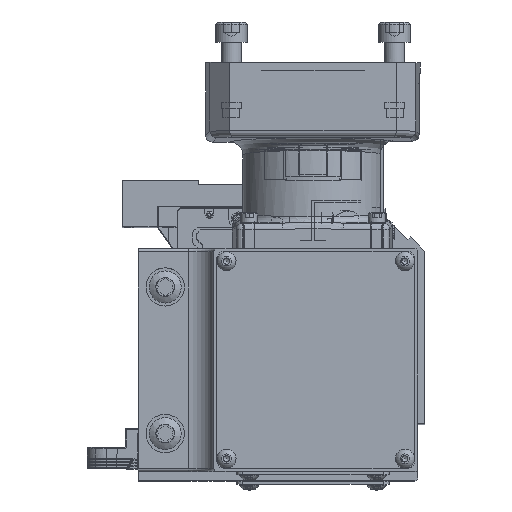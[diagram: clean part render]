
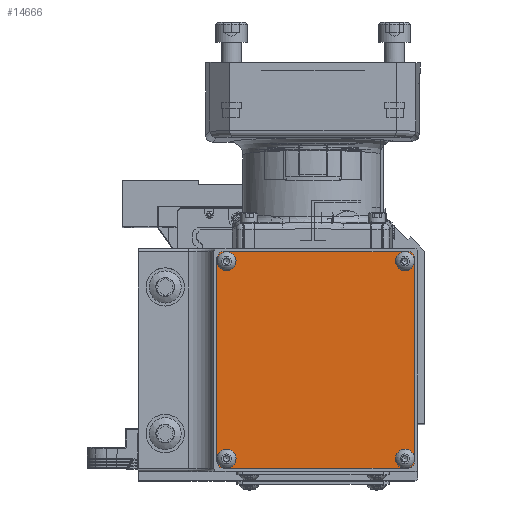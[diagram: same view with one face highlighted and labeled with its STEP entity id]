
A CAD part, top view. The second image highlights one B-rep face of the part: STEP entity #14666.
In plain terms, the highlighted planar face has unit normal (0, 0, 1).
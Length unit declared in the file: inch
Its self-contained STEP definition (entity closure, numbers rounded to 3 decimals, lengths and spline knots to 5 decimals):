
#29 = AXIS2_PLACEMENT_3D ( 'NONE', #60805, #7030, #54927 ) ;
#183 = PLANE ( 'NONE',  #72391 ) ;
#297 = DIRECTION ( 'NONE',  ( 0., -1., 0. ) ) ;
#3447 = ORIENTED_EDGE ( 'NONE', *, *, #65933, .T. ) ;
#3578 = DIRECTION ( 'NONE',  ( 0., -1., 0. ) ) ;
#3675 = CARTESIAN_POINT ( 'NONE',  ( 1.9925, 2.125, 1.8475 ) ) ;
#4373 = VECTOR ( 'NONE', #33030, 39.37008 ) ;
#4462 = EDGE_CURVE ( 'NONE', #5639, #5639, #55441, .T. ) ;
#5639 = VERTEX_POINT ( 'NONE', #76709 ) ;
#5657 = DIRECTION ( 'NONE',  ( 0., 0., 1. ) ) ;
#7030 = DIRECTION ( 'NONE',  ( 0., 0., 1. ) ) ;
#8225 = EDGE_CURVE ( 'NONE', #72294, #21827, #22480, .T. ) ;
#8270 = VERTEX_POINT ( 'NONE', #49889 ) ;
#8679 = CARTESIAN_POINT ( 'NONE',  ( -1.695, 1.9375, 1.8475 ) ) ;
#8891 = EDGE_CURVE ( 'NONE', #62064, #61528, #43878, .T. ) ;
#8916 = EDGE_LOOP ( 'NONE', ( #41689 ) ) ;
#9050 = DIRECTION ( 'NONE',  ( 0., 0., 1. ) ) ;
#9184 = VERTEX_POINT ( 'NONE', #28184 ) ;
#9544 = CARTESIAN_POINT ( 'NONE',  ( 1.9925, -2., 1.8475 ) ) ;
#9927 = LINE ( 'NONE', #3675, #17655 ) ;
#10434 = CARTESIAN_POINT ( 'NONE',  ( -1.8825, 2., 1.8475 ) ) ;
#11535 = CARTESIAN_POINT ( 'NONE',  ( -1.695, -1.9375, 1.8475 ) ) ;
#11715 = AXIS2_PLACEMENT_3D ( 'NONE', #43376, #48087, #67322 ) ;
#11786 = CARTESIAN_POINT ( 'NONE',  ( -1.7575, -2.125, 1.8475 ) ) ;
#11929 = FACE_BOUND ( 'NONE', #11962, .T. ) ;
#11962 = EDGE_LOOP ( 'NONE', ( #27862 ) ) ;
#12125 = DIRECTION ( 'NONE',  ( 0., -1., 0. ) ) ;
#12337 = DIRECTION ( 'NONE',  ( 0., -1., 0. ) ) ;
#12462 = CARTESIAN_POINT ( 'NONE',  ( 1.8675, 2., 1.8475 ) ) ;
#13812 = CIRCLE ( 'NONE', #29, 0.18701 ) ;
#13983 = CARTESIAN_POINT ( 'NONE',  ( 1.8675, -2., 1.8475 ) ) ;
#14666 = ADVANCED_FACE ( 'NONE', ( #17853, #11929, #42174, #35884, #53957 ), #183, .T. ) ;
#16807 = VERTEX_POINT ( 'NONE', #52903 ) ;
#16965 = VERTEX_POINT ( 'NONE', #67326 ) ;
#17650 = VERTEX_POINT ( 'NONE', #71075 ) ;
#17655 = VECTOR ( 'NONE', #20971, 39.37008 ) ;
#17853 = FACE_BOUND ( 'NONE', #8916, .T. ) ;
#18064 = ORIENTED_EDGE ( 'NONE', *, *, #64231, .T. ) ;
#18122 = ORIENTED_EDGE ( 'NONE', *, *, #45797, .F. ) ;
#18847 = DIRECTION ( 'NONE',  ( 0., 0., 1. ) ) ;
#19718 = CARTESIAN_POINT ( 'NONE',  ( -1.8825, 2.125, 1.8475 ) ) ;
#20229 = EDGE_CURVE ( 'NONE', #9184, #17650, #9927, .T. ) ;
#20653 = EDGE_CURVE ( 'NONE', #8270, #8270, #69108, .T. ) ;
#20971 = DIRECTION ( 'NONE',  ( -1., 0., 0. ) ) ;
#21777 = ORIENTED_EDGE ( 'NONE', *, *, #8225, .T. ) ;
#21827 = VERTEX_POINT ( 'NONE', #9544 ) ;
#22361 = EDGE_LOOP ( 'NONE', ( #18122 ) ) ;
#22480 = CIRCLE ( 'NONE', #63809, 0.125 ) ;
#24144 = CARTESIAN_POINT ( 'NONE',  ( -1.8825, 2.125, 1.8475 ) ) ;
#24959 = ORIENTED_EDGE ( 'NONE', *, *, #52349, .T. ) ;
#25550 = CIRCLE ( 'NONE', #11715, 0.125 ) ;
#25794 = LINE ( 'NONE', #35994, #27533 ) ;
#27533 = VECTOR ( 'NONE', #61136, 39.37008 ) ;
#27862 = ORIENTED_EDGE ( 'NONE', *, *, #64434, .F. ) ;
#28184 = CARTESIAN_POINT ( 'NONE',  ( 1.8675, 2.125, 1.8475 ) ) ;
#31525 = AXIS2_PLACEMENT_3D ( 'NONE', #8679, #9050, #3578 ) ;
#31670 = DIRECTION ( 'NONE',  ( 0., -1., 0. ) ) ;
#33030 = DIRECTION ( 'NONE',  ( 0., -1., 0. ) ) ;
#35884 = FACE_OUTER_BOUND ( 'NONE', #52189, .T. ) ;
#35994 = CARTESIAN_POINT ( 'NONE',  ( 1.9925, 2.125, 1.8475 ) ) ;
#38120 = CARTESIAN_POINT ( 'NONE',  ( 1.805, 1.75049, 1.8475 ) ) ;
#38123 = LINE ( 'NONE', #19718, #4373 ) ;
#38513 = VERTEX_POINT ( 'NONE', #38120 ) ;
#38785 = CIRCLE ( 'NONE', #61379, 0.125 ) ;
#39465 = DIRECTION ( 'NONE',  ( 1., 0., 0. ) ) ;
#40491 = ORIENTED_EDGE ( 'NONE', *, *, #20653, .F. ) ;
#41689 = ORIENTED_EDGE ( 'NONE', *, *, #4462, .F. ) ;
#42174 = FACE_BOUND ( 'NONE', #53507, .T. ) ;
#43043 = AXIS2_PLACEMENT_3D ( 'NONE', #59060, #47277, #71234 ) ;
#43376 = CARTESIAN_POINT ( 'NONE',  ( -1.7575, 2., 1.8475 ) ) ;
#43878 = CIRCLE ( 'NONE', #63922, 0.125 ) ;
#44739 = ORIENTED_EDGE ( 'NONE', *, *, #53475, .T. ) ;
#45797 = EDGE_CURVE ( 'NONE', #38513, #38513, #13812, .T. ) ;
#47277 = DIRECTION ( 'NONE',  ( 0., 0., 1. ) ) ;
#48087 = DIRECTION ( 'NONE',  ( 0., 0., 1. ) ) ;
#49317 = DIRECTION ( 'NONE',  ( 0., 0., 1. ) ) ;
#49889 = CARTESIAN_POINT ( 'NONE',  ( -1.695, 1.75049, 1.8475 ) ) ;
#50314 = VERTEX_POINT ( 'NONE', #10434 ) ;
#51259 = LINE ( 'NONE', #61871, #64323 ) ;
#52189 = EDGE_LOOP ( 'NONE', ( #3447, #71805, #18064, #21777, #24959, #44739, #67664, #58839 ) ) ;
#52349 = EDGE_CURVE ( 'NONE', #21827, #16965, #25794, .T. ) ;
#52903 = CARTESIAN_POINT ( 'NONE',  ( 1.805, -2.12451, 1.8475 ) ) ;
#53475 = EDGE_CURVE ( 'NONE', #16965, #9184, #38785, .T. ) ;
#53507 = EDGE_LOOP ( 'NONE', ( #40491 ) ) ;
#53957 = FACE_BOUND ( 'NONE', #22361, .T. ) ;
#54904 = CARTESIAN_POINT ( 'NONE',  ( -1.8825, -2., 1.8475 ) ) ;
#54927 = DIRECTION ( 'NONE',  ( 0., -1., 0. ) ) ;
#55441 = CIRCLE ( 'NONE', #61725, 0.18701 ) ;
#57839 = EDGE_CURVE ( 'NONE', #17650, #50314, #25550, .T. ) ;
#58053 = CIRCLE ( 'NONE', #43043, 0.18701 ) ;
#58839 = ORIENTED_EDGE ( 'NONE', *, *, #57839, .T. ) ;
#59060 = CARTESIAN_POINT ( 'NONE',  ( 1.805, -1.9375, 1.8475 ) ) ;
#60805 = CARTESIAN_POINT ( 'NONE',  ( 1.805, 1.9375, 1.8475 ) ) ;
#61136 = DIRECTION ( 'NONE',  ( 0., 1., 0. ) ) ;
#61379 = AXIS2_PLACEMENT_3D ( 'NONE', #12462, #61907, #297 ) ;
#61528 = VERTEX_POINT ( 'NONE', #11786 ) ;
#61725 = AXIS2_PLACEMENT_3D ( 'NONE', #11535, #5657, #65705 ) ;
#61871 = CARTESIAN_POINT ( 'NONE',  ( 1.9925, -2.125, 1.8475 ) ) ;
#61907 = DIRECTION ( 'NONE',  ( 0., 0., 1. ) ) ;
#62064 = VERTEX_POINT ( 'NONE', #54904 ) ;
#63809 = AXIS2_PLACEMENT_3D ( 'NONE', #13983, #49317, #31670 ) ;
#63922 = AXIS2_PLACEMENT_3D ( 'NONE', #71801, #18847, #12125 ) ;
#64231 = EDGE_CURVE ( 'NONE', #61528, #72294, #51259, .T. ) ;
#64323 = VECTOR ( 'NONE', #39465, 39.37008 ) ;
#64434 = EDGE_CURVE ( 'NONE', #16807, #16807, #58053, .T. ) ;
#65705 = DIRECTION ( 'NONE',  ( 0., -1., 0. ) ) ;
#65933 = EDGE_CURVE ( 'NONE', #50314, #62064, #38123, .T. ) ;
#66117 = DIRECTION ( 'NONE',  ( 0., 0., 1. ) ) ;
#67322 = DIRECTION ( 'NONE',  ( 0., -1., 0. ) ) ;
#67326 = CARTESIAN_POINT ( 'NONE',  ( 1.9925, 2., 1.8475 ) ) ;
#67664 = ORIENTED_EDGE ( 'NONE', *, *, #20229, .T. ) ;
#69108 = CIRCLE ( 'NONE', #31525, 0.18701 ) ;
#71075 = CARTESIAN_POINT ( 'NONE',  ( -1.7575, 2.125, 1.8475 ) ) ;
#71234 = DIRECTION ( 'NONE',  ( 0., -1., 0. ) ) ;
#71801 = CARTESIAN_POINT ( 'NONE',  ( -1.7575, -2., 1.8475 ) ) ;
#71805 = ORIENTED_EDGE ( 'NONE', *, *, #8891, .T. ) ;
#72294 = VERTEX_POINT ( 'NONE', #73822 ) ;
#72391 = AXIS2_PLACEMENT_3D ( 'NONE', #24144, #66117, #12337 ) ;
#73822 = CARTESIAN_POINT ( 'NONE',  ( 1.8675, -2.125, 1.8475 ) ) ;
#76709 = CARTESIAN_POINT ( 'NONE',  ( -1.695, -2.12451, 1.8475 ) ) ;
